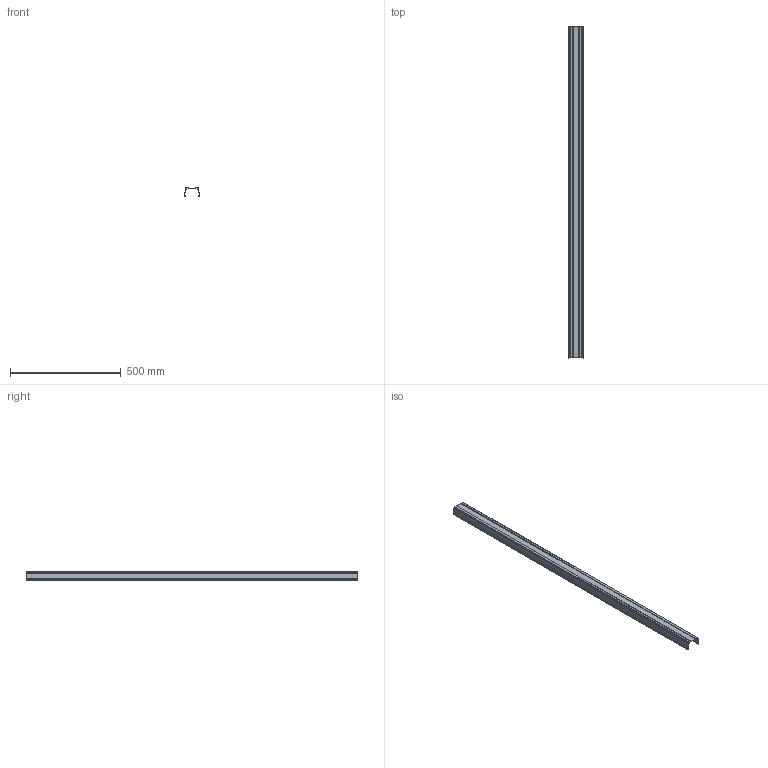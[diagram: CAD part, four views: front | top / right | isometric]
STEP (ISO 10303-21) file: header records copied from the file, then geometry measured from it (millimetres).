
FILE_DESCRIPTION (( 'STEP AP214' ), '1' );
FILE_NAME ('TruSys-FLEX-ER-END-1500.STEP', '2023-01-13T07:39:07', ( '' ), ( '' ), 'SwSTEP 2.0', 'SolidWorks 2020', '' );
FILE_SCHEMA (( 'AUTOMOTIVE_DESIGN' ));
Length unit declared in the file: millimetre
Products named in the file (1): TruSys-FLEX-ER-END-1500
Bounding box: 70.15 x 1500 x 38.75 mm (x, y, z)
Volume: 146759.8 mm3; surface area: 491212.2 mm2
Topology: 1 solids, 1 shells, 134 faces, 398 edges, 266 vertices
Faces by surface type: cylinder 72, plane 62
Entity records: 4714 total; most frequent: CARTESIAN_POINT 1021, ORIENTED_EDGE 796, DIRECTION 760, EDGE_CURVE 398, VERTEX_POINT 266, AXIS2_PLACEMENT_3D 259, LINE 242, VECTOR 242
